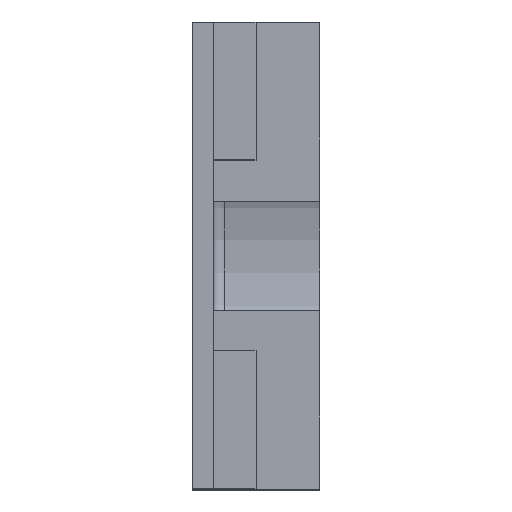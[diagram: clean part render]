
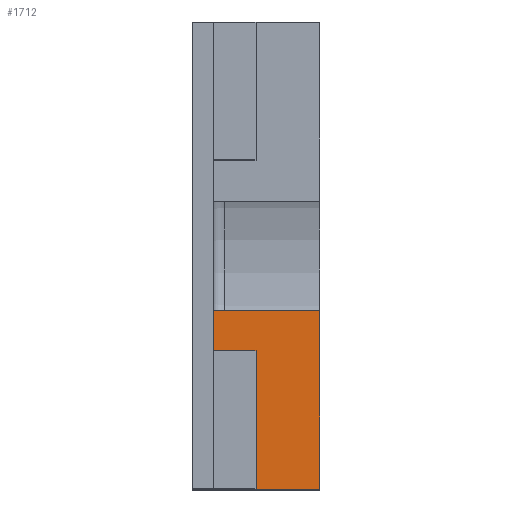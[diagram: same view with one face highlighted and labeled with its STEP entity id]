
A CAD part, top view. The second image highlights one B-rep face of the part: STEP entity #1712.
In plain terms, the highlighted planar face has unit normal (0, 0, 1).
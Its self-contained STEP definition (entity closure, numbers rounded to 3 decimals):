
#217=ORIENTED_EDGE('',*,*,#563,.F.);
#218=ORIENTED_EDGE('',*,*,#564,.F.);
#219=ORIENTED_EDGE('',*,*,#511,.T.);
#220=ORIENTED_EDGE('',*,*,#487,.T.);
#487=EDGE_CURVE('',#664,#663,#784,.T.);
#511=EDGE_CURVE('',#686,#664,#795,.T.);
#563=EDGE_CURVE('',#732,#663,#821,.T.);
#564=EDGE_CURVE('',#686,#732,#822,.T.);
#663=VERTEX_POINT('',#2319);
#664=VERTEX_POINT('',#2321);
#686=VERTEX_POINT('',#2368);
#732=VERTEX_POINT('',#2471);
#784=LINE('',#2320,#910);
#795=LINE('',#2367,#921);
#821=LINE('',#2470,#947);
#822=LINE('',#2472,#948);
#910=VECTOR('',#1938,1000.);
#921=VECTOR('',#1977,1000.);
#947=VECTOR('',#2065,1000.);
#948=VECTOR('',#2066,1000.);
#1032=EDGE_LOOP('',(#217,#218,#219,#220));
#1123=FACE_BOUND('',#1032,.T.);
#1200=PLANE('',#1829);
#1712=ADVANCED_FACE('',(#1123),#1200,.F.);
#1829=AXIS2_PLACEMENT_3D('',#2469,#2063,#2064);
#1938=DIRECTION('',(0.,1.,0.));
#1977=DIRECTION('',(1.,0.,0.));
#2063=DIRECTION('',(0.,0.,-1.));
#2064=DIRECTION('',(0.,1.,0.));
#2065=DIRECTION('',(1.,0.,0.));
#2066=DIRECTION('',(0.,1.,0.));
#2319=CARTESIAN_POINT('',(12.,-5.15,-8.75));
#2320=CARTESIAN_POINT('',(12.,-22.,-8.75));
#2321=CARTESIAN_POINT('',(12.,-22.,-8.75));
#2367=CARTESIAN_POINT('',(2.,-22.,-8.75));
#2368=CARTESIAN_POINT('',(2.,-22.,-8.75));
#2469=CARTESIAN_POINT('',(2.,-22.,-8.75));
#2470=CARTESIAN_POINT('',(2.,-5.15,-8.75));
#2471=CARTESIAN_POINT('',(2.,-5.15,-8.75));
#2472=CARTESIAN_POINT('',(2.,-22.,-8.75));
